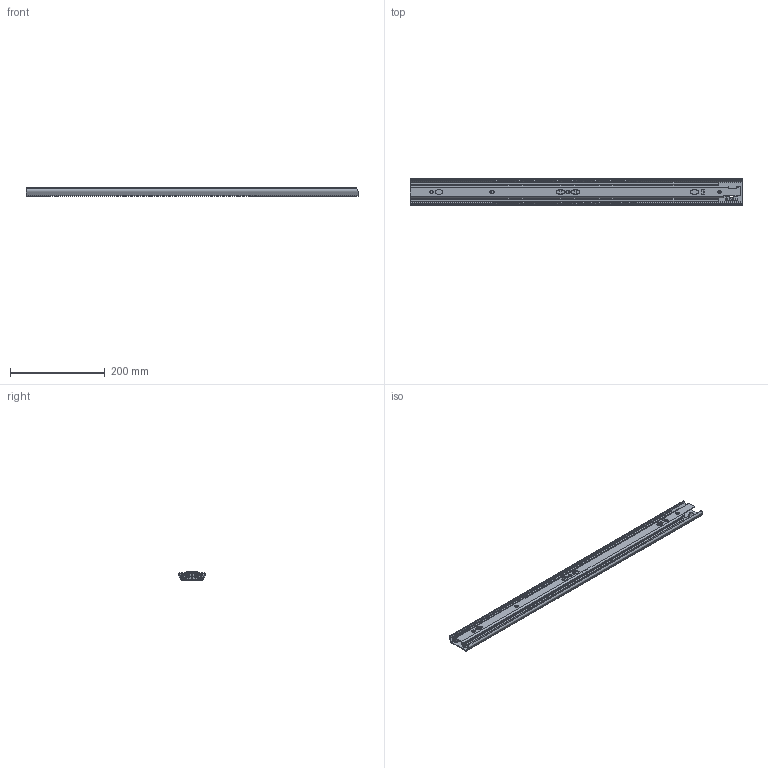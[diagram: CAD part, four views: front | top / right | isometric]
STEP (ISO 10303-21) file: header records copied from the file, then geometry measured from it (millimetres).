
FILE_DESCRIPTION(/* description */ ('ULFHD-F- 700/700mm (18.5) Zinc-Magnesium'),/* implementation_level */ '2;1');
FILE_NAME(/* name */ 'M12-AC_00_closed.stp',/* time_stamp */ '2025-09-08T14:29:07+02:00',/* author */ ('l.hoffmann'),/* organization */ (''),/* preprocessor_version */ 'ST-DEVELOPER v20',/* originating_system */ 'Autodesk Inventor 2022',/* authorisation */ '');
FILE_SCHEMA (('AUTOMOTIVE_DESIGN { 1 0 10303 214 3 1 1 }'));
Products named in the file (14): M12-M31; 511-M12-M31-HMB; 511-M12-M31-HMB_1; E000175028; E000175025; E000175024; 512-M12-M31-UM2; 512-M12-M31-UM2_1; E000175037; E000175015; E000175035; E000175034; 514-M12-M31-MB3; 514-M12-M31-MB3_1
Assembly tree (49 placements, depth 3):
  M12-M31
    511-M12-M31-HMB
      511-M12-M31-HMB_1
    E000175028
      E000175015
      E000175025
      E000175024  x19
    512-M12-M31-UM2
      512-M12-M31-UM2_1
    E000175037
      E000175015
      E000175035
      E000175034  x18
    514-M12-M31-MB3
      514-M12-M31-MB3_1
Bounding box: 700 x 55.8 x 18.55 mm (x, y, z)
Volume: 246690.8 mm3; surface area: 331896.1 mm2
Topology: 79 solids, 79 shells, 2004 faces, 5992 edges, 3983 vertices
Faces by surface type: plane 978, cylinder 904, sphere 74, cone 48
Full cylindrical faces by diameter (mm): 5.56 x36, 6.35 x38, 8 x3, 11 x3
Entity records: 68711 total; most frequent: CARTESIAN_POINT 13730, ORIENTED_EDGE 11548, DIRECTION 11544, EDGE_CURVE 5774, AXIS2_PLACEMENT_3D 3992, VERTEX_POINT 3843, LINE 3560, VECTOR 3560
